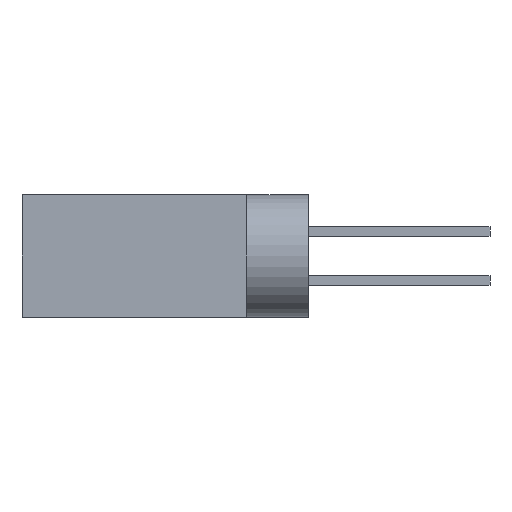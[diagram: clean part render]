
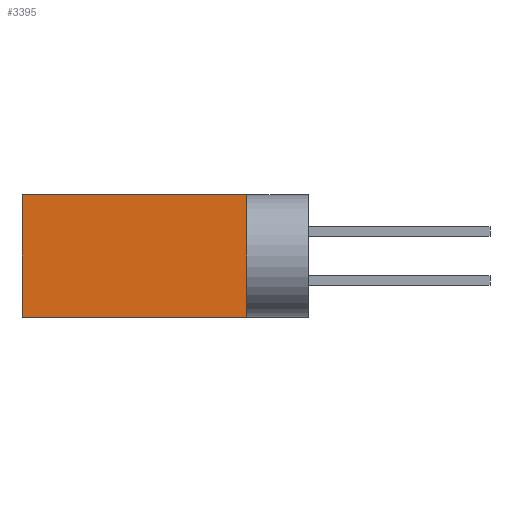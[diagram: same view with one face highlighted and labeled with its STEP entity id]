
A CAD part, left-side view. The second image highlights one B-rep face of the part: STEP entity #3395.
In plain terms, the highlighted planar face has unit normal (-1, 0, 0).
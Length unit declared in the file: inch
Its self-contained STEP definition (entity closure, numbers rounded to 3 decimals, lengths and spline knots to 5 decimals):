
#20 = CARTESIAN_POINT ( 'NONE',  ( -0.643, 0.585, -0.125 ) ) ;
#47 = PLANE ( 'NONE',  #2024 ) ;
#309 = VERTEX_POINT ( 'NONE', #2948 ) ;
#362 = DIRECTION ( 'NONE',  ( 0., 0., 1. ) ) ;
#453 = CARTESIAN_POINT ( 'NONE',  ( -0.643, 0.585, 0.125 ) ) ;
#563 = ORIENTED_EDGE ( 'NONE', *, *, #2615, .F. ) ;
#698 = DIRECTION ( 'NONE',  ( 0., 0., -1. ) ) ;
#811 = FACE_OUTER_BOUND ( 'NONE', #3235, .T. ) ;
#853 = VECTOR ( 'NONE', #3050, 39.37008 ) ;
#875 = EDGE_CURVE ( 'NONE', #309, #2555, #1034, .T. ) ;
#1034 = LINE ( 'NONE', #20, #1894 ) ;
#1057 = CARTESIAN_POINT ( 'NONE',  ( -0.643, 0.585, -0.125 ) ) ;
#1374 = VECTOR ( 'NONE', #3005, 39.37008 ) ;
#1403 = ORIENTED_EDGE ( 'NONE', *, *, #2453, .T. ) ;
#1488 = LINE ( 'NONE', #1057, #1374 ) ;
#1623 = LINE ( 'NONE', #2707, #853 ) ;
#1698 = CARTESIAN_POINT ( 'NONE',  ( -0.643, 0.125, 0.125 ) ) ;
#1841 = LINE ( 'NONE', #2252, #2706 ) ;
#1858 = VERTEX_POINT ( 'NONE', #1698 ) ;
#1894 = VECTOR ( 'NONE', #362, 39.37008 ) ;
#2022 = EDGE_CURVE ( 'NONE', #2071, #1858, #1841, .T. ) ;
#2024 = AXIS2_PLACEMENT_3D ( 'NONE', #2332, #2667, #698 ) ;
#2071 = VERTEX_POINT ( 'NONE', #2609 ) ;
#2252 = CARTESIAN_POINT ( 'NONE',  ( -0.643, 0.125, -0.125 ) ) ;
#2332 = CARTESIAN_POINT ( 'NONE',  ( -0.643, 0.585, -0.125 ) ) ;
#2363 = ORIENTED_EDGE ( 'NONE', *, *, #2022, .T. ) ;
#2453 = EDGE_CURVE ( 'NONE', #309, #2071, #1488, .T. ) ;
#2555 = VERTEX_POINT ( 'NONE', #453 ) ;
#2609 = CARTESIAN_POINT ( 'NONE',  ( -0.643, 0.125, -0.125 ) ) ;
#2615 = EDGE_CURVE ( 'NONE', #2555, #1858, #1623, .T. ) ;
#2667 = DIRECTION ( 'NONE',  ( 1., 0., 0. ) ) ;
#2706 = VECTOR ( 'NONE', #4206, 39.37008 ) ;
#2707 = CARTESIAN_POINT ( 'NONE',  ( -0.643, 0.585, 0.125 ) ) ;
#2948 = CARTESIAN_POINT ( 'NONE',  ( -0.643, 0.585, -0.125 ) ) ;
#3005 = DIRECTION ( 'NONE',  ( 0., -1., 0. ) ) ;
#3050 = DIRECTION ( 'NONE',  ( 0., -1., 0. ) ) ;
#3057 = ORIENTED_EDGE ( 'NONE', *, *, #875, .F. ) ;
#3235 = EDGE_LOOP ( 'NONE', ( #2363, #563, #3057, #1403 ) ) ;
#3395 = ADVANCED_FACE ( 'NONE', ( #811 ), #47, .F. ) ;
#4206 = DIRECTION ( 'NONE',  ( 0., 0., 1. ) ) ;
